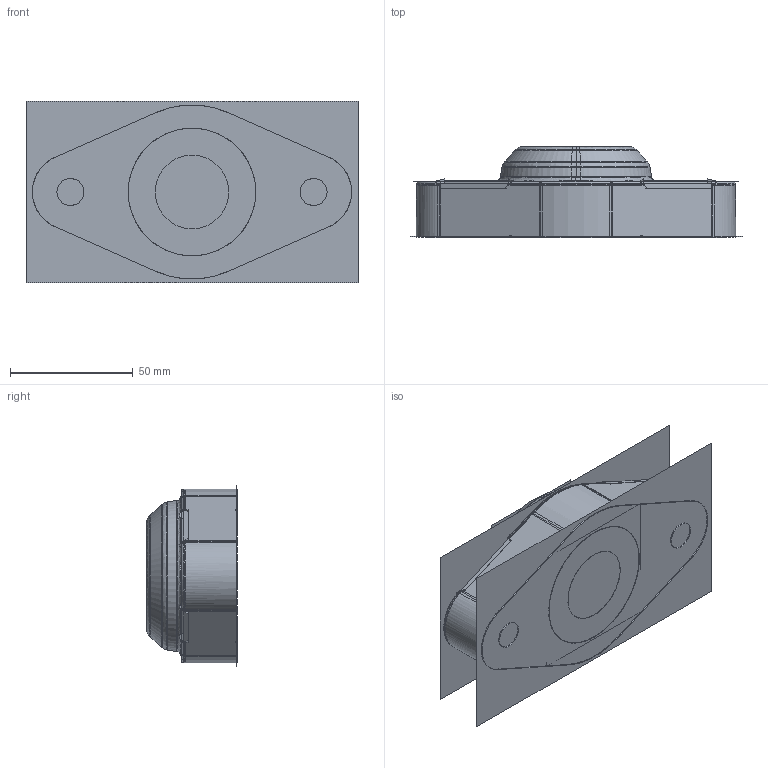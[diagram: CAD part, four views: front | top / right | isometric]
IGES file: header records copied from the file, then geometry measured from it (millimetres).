
Start section:  PTC IGES file: fl1205-chiuso_asm.igs
Global section: file name: fl1205-chiuso_asm.igs; native system: Pro/ENGINEER by Parametric Technology Corporation; preprocessor: 2005310; author: RCRU23; organization: Unknown; date: 071026.113410; units: millimetre
Bounding box: 135.2 x 37.08 x 73.91 mm (x, y, z)
Volume: 150416.7 mm3; surface area: 130785.5 mm2
Topology: 2 solids, 2 shells, 194 faces, 994 edges, 1283 vertices
Faces by surface type: revolution 148, bspline 46
